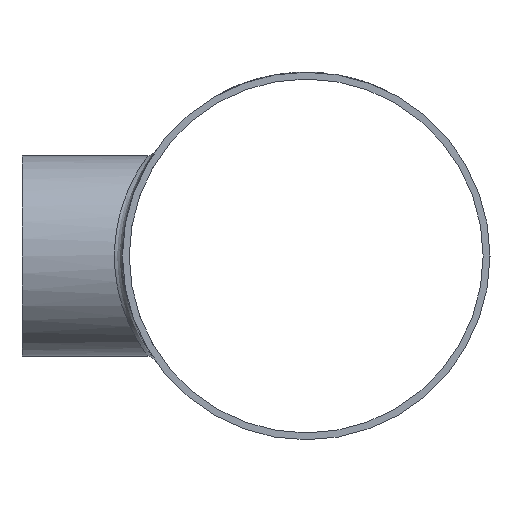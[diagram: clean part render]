
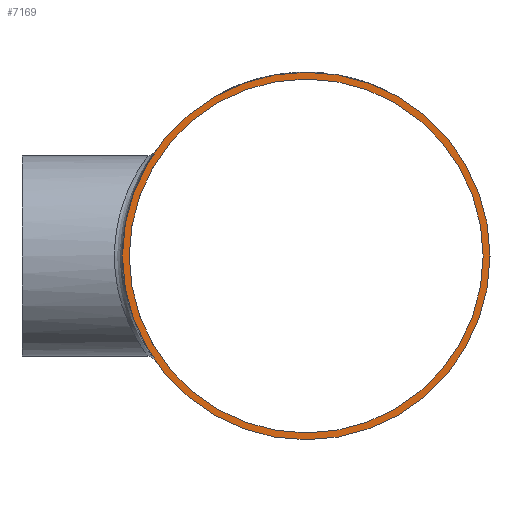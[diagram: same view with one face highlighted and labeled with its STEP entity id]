
A CAD part, left-side view. The second image highlights one B-rep face of the part: STEP entity #7169.
In plain terms, the highlighted planar face has unit normal (-1, 0, 0).
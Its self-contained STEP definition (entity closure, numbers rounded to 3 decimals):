
#215 = DIRECTION ( 'NONE',  ( 0., 0., 1. ) ) ;
#871 = CARTESIAN_POINT ( 'NONE',  ( -124., 0., 67.25 ) ) ;
#966 = DIRECTION ( 'NONE',  ( 0., 0., 1. ) ) ;
#2195 = PLANE ( 'NONE',  #13009 ) ;
#2295 = CARTESIAN_POINT ( 'NONE',  ( -124., 0., 0. ) ) ;
#2848 = EDGE_LOOP ( 'NONE', ( #20068 ) ) ;
#3272 = CARTESIAN_POINT ( 'NONE',  ( -124., 0., 0. ) ) ;
#3656 = DIRECTION ( 'NONE',  ( -1., 0., 0. ) ) ;
#4004 = ORIENTED_EDGE ( 'NONE', *, *, #12720, .F. ) ;
#5577 = DIRECTION ( 'NONE',  ( -1., 0., 0. ) ) ;
#7169 = ADVANCED_FACE ( 'NONE', ( #12624, #16709 ), #2195, .T. ) ;
#9803 = EDGE_LOOP ( 'NONE', ( #4004 ) ) ;
#11097 = CARTESIAN_POINT ( 'NONE',  ( -124., 0., 0. ) ) ;
#11457 = CARTESIAN_POINT ( 'NONE',  ( -124., 0., 69.85 ) ) ;
#12624 = FACE_BOUND ( 'NONE', #9803, .T. ) ;
#12720 = EDGE_CURVE ( 'NONE', #19649, #19649, #20360, .T. ) ;
#12991 = DIRECTION ( 'NONE',  ( -1., 0., 0. ) ) ;
#13009 = AXIS2_PLACEMENT_3D ( 'NONE', #11097, #12991, #966 ) ;
#16585 = AXIS2_PLACEMENT_3D ( 'NONE', #3272, #3656, #215 ) ;
#16709 = FACE_OUTER_BOUND ( 'NONE', #2848, .T. ) ;
#19167 = AXIS2_PLACEMENT_3D ( 'NONE', #2295, #5577, #21204 ) ;
#19649 = VERTEX_POINT ( 'NONE', #871 ) ;
#20068 = ORIENTED_EDGE ( 'NONE', *, *, #21891, .T. ) ;
#20360 = CIRCLE ( 'NONE', #16585, 67.25 ) ;
#21204 = DIRECTION ( 'NONE',  ( 0., 0., 1. ) ) ;
#21290 = CIRCLE ( 'NONE', #19167, 69.85 ) ;
#21891 = EDGE_CURVE ( 'NONE', #22646, #22646, #21290, .T. ) ;
#22646 = VERTEX_POINT ( 'NONE', #11457 ) ;
